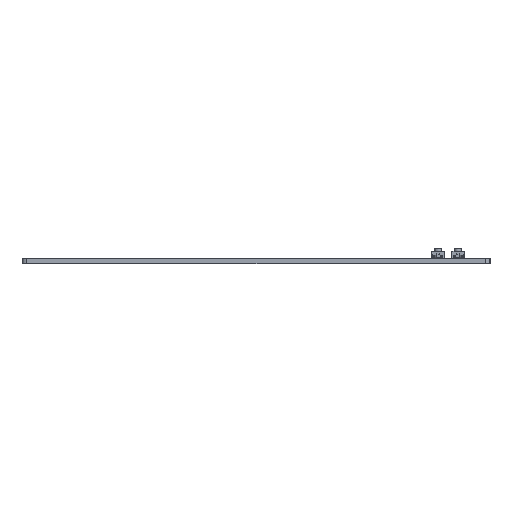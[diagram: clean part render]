
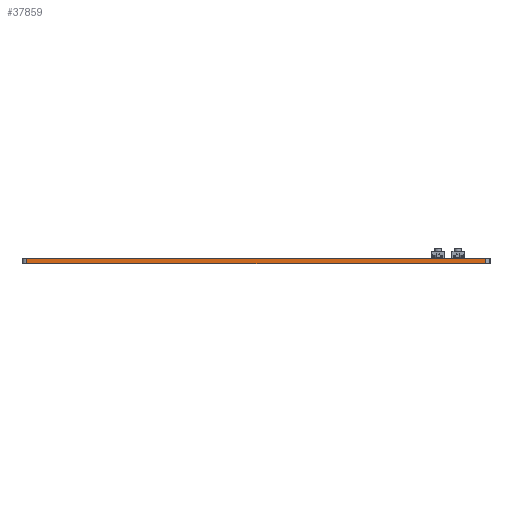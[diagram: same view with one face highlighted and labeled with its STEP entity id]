
A CAD part, left-side view. The second image highlights one B-rep face of the part: STEP entity #37859.
In plain terms, the highlighted planar face has unit normal (-1, 0, 0).
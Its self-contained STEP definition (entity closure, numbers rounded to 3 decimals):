
#4564 = VERTEX_POINT('',#4565);
#4565 = CARTESIAN_POINT('',(-156.269,59.918,0.));
#4572 = EDGE_CURVE('',#4573,#4564,#4575,.T.);
#4573 = VERTEX_POINT('',#4574);
#4574 = CARTESIAN_POINT('',(-156.269,-59.918,0.));
#4575 = LINE('',#4576,#4577);
#4576 = CARTESIAN_POINT('',(-156.269,-59.918,0.));
#4577 = VECTOR('',#4578,1.);
#4578 = DIRECTION('',(0.,1.,0.));
#21198 = VERTEX_POINT('',#21199);
#21199 = CARTESIAN_POINT('',(-156.269,59.918,1.51));
#21206 = EDGE_CURVE('',#21207,#21198,#21209,.T.);
#21207 = VERTEX_POINT('',#21208);
#21208 = CARTESIAN_POINT('',(-156.269,-59.918,1.51));
#21209 = LINE('',#21210,#21211);
#21210 = CARTESIAN_POINT('',(-156.269,-59.918,1.51));
#21211 = VECTOR('',#21212,1.);
#21212 = DIRECTION('',(0.,1.,0.));
#37829 = EDGE_CURVE('',#4564,#21198,#37830,.T.);
#37830 = LINE('',#37831,#37832);
#37831 = CARTESIAN_POINT('',(-156.269,59.918,0.));
#37832 = VECTOR('',#37833,1.);
#37833 = DIRECTION('',(0.,0.,1.));
#37859 = ADVANCED_FACE('',(#37860),#37871,.T.);
#37860 = FACE_BOUND('',#37861,.T.);
#37861 = EDGE_LOOP('',(#37862,#37868,#37869,#37870));
#37862 = ORIENTED_EDGE('',*,*,#37863,.T.);
#37863 = EDGE_CURVE('',#4573,#21207,#37864,.T.);
#37864 = LINE('',#37865,#37866);
#37865 = CARTESIAN_POINT('',(-156.269,-59.918,0.));
#37866 = VECTOR('',#37867,1.);
#37867 = DIRECTION('',(0.,0.,1.));
#37868 = ORIENTED_EDGE('',*,*,#21206,.T.);
#37869 = ORIENTED_EDGE('',*,*,#37829,.F.);
#37870 = ORIENTED_EDGE('',*,*,#4572,.F.);
#37871 = PLANE('',#37872);
#37872 = AXIS2_PLACEMENT_3D('',#37873,#37874,#37875);
#37873 = CARTESIAN_POINT('',(-156.269,-59.918,0.));
#37874 = DIRECTION('',(-1.,0.,0.));
#37875 = DIRECTION('',(0.,1.,0.));
